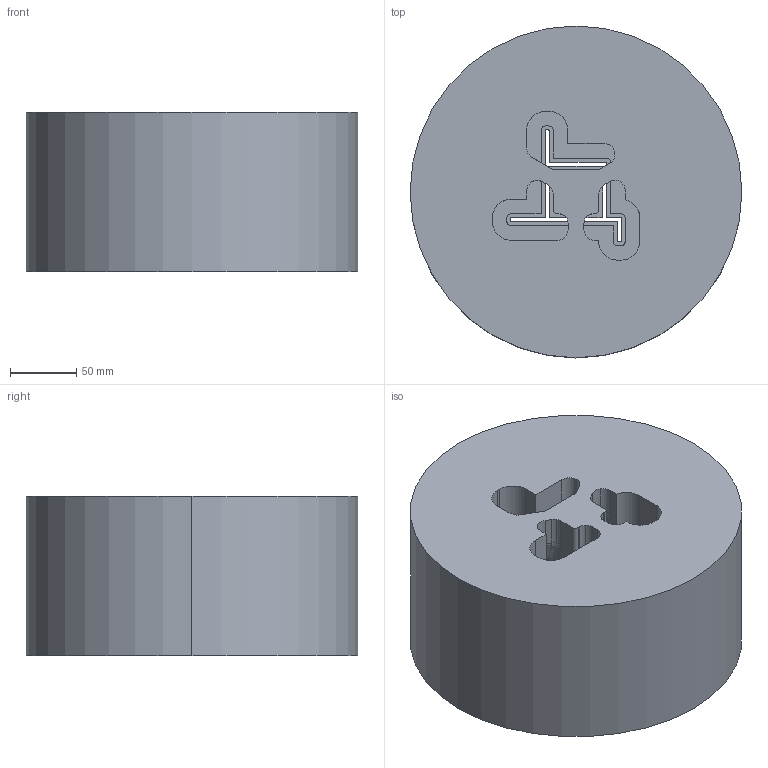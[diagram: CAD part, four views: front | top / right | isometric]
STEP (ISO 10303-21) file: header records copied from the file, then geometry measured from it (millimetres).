
FILE_DESCRIPTION(('STEP AP214'),'1');
FILE_NAME('0 0.scdoc - 1.stp','2022-12-23T10:58:05',(' '),(' '),'Spatial InterOp 3D',' ',' ');
FILE_SCHEMA(('AUTOMOTIVE_DESIGN { 1 0 10303 214 1 1 1 1 }'));
Length unit declared in the file: metre
Products named in the file (1): 1
Bounding box: 250 x 250 x 120 mm (x, y, z)
Volume: 5306894.4 mm3; surface area: 247992.6 mm2
Topology: 1 solids, 1 shells, 244 faces, 672 edges, 436 vertices
Faces by surface type: cylinder 109, plane 102, bspline 21, cone 8, torus 4
Entity records: 22056 total; most frequent: CARTESIAN_POINT 15393, DIRECTION 1350, ORIENTED_EDGE 1344, EDGE_CURVE 672, AXIS2_PLACEMENT_3D 478, VERTEX_POINT 436, LINE 394, VECTOR 394
